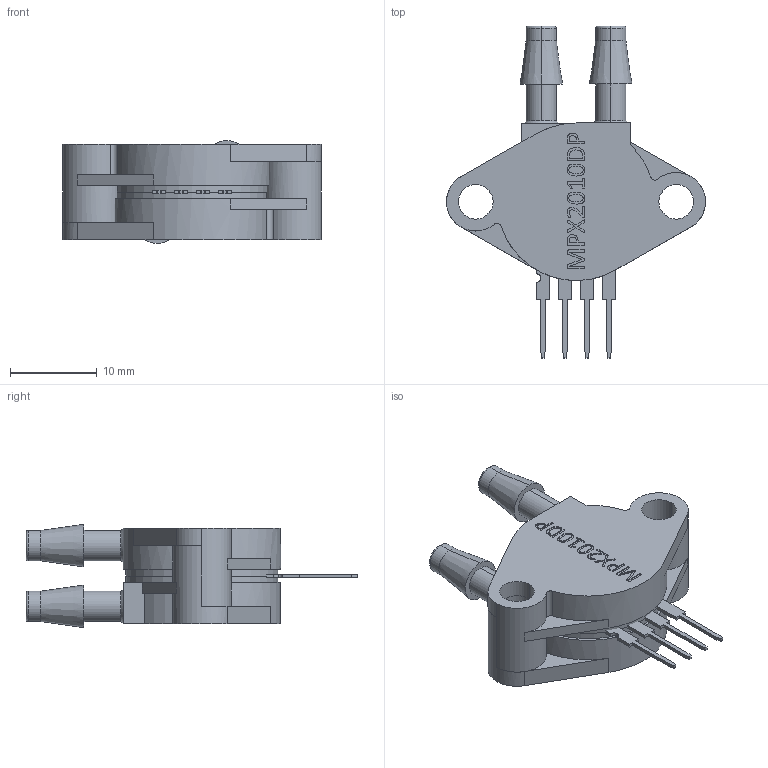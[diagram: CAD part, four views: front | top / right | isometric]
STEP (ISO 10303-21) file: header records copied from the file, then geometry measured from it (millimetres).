
FILE_DESCRIPTION (( 'STEP AP203' ), '1' );
FILE_NAME ('MPX2010DP.STEP', '2020-09-21T22:15:42', ( '' ), ( '' ), 'SwSTEP 2.0', 'SolidWorks 2020', '' );
FILE_SCHEMA (( 'CONFIG_CONTROL_DESIGN' ));
Length unit declared in the file: millimetre
Products named in the file (1): MPX2010DP
Bounding box: 29.85 x 38.26 x 11.9 mm (x, y, z)
Volume: 3660 mm3; surface area: 3215 mm2
Topology: 6 solids, 6 shells, 288 faces, 760 edges, 498 vertices
Faces by surface type: plane 161, bspline 73, cylinder 42, cone 8, torus 4
Entity records: 12457 total; most frequent: CARTESIAN_POINT 5636, ORIENTED_EDGE 1520, DIRECTION 1166, EDGE_CURVE 760, VERTEX_POINT 498, LINE 494, VECTOR 494, AXIS2_PLACEMENT_3D 336
